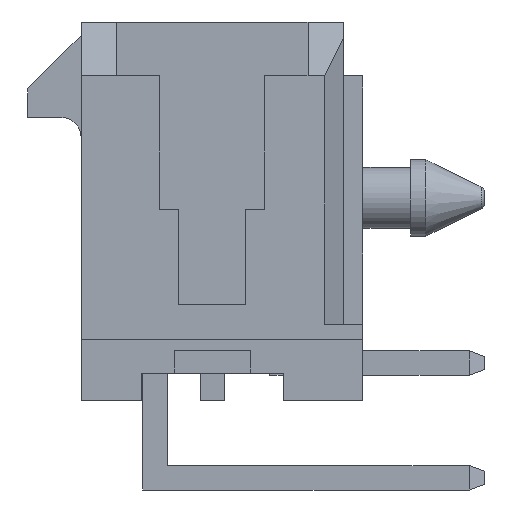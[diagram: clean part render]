
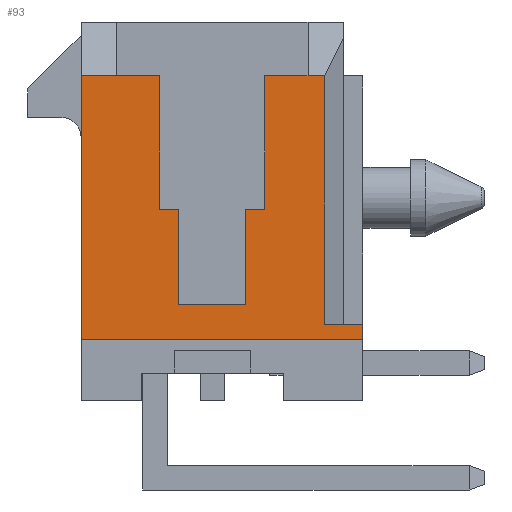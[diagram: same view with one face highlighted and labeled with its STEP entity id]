
A CAD part, left-side view. The second image highlights one B-rep face of the part: STEP entity #93.
In plain terms, the highlighted planar face has unit normal (-1, 0, 0).
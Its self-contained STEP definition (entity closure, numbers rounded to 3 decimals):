
#93=ADVANCED_FACE('',(#448),#449,.F.);
#448=FACE_OUTER_BOUND('',#1138,.T.);
#449=PLANE('',#1139);
#1138=EDGE_LOOP('',(#1828,#1829,#1830,#1831,#1832,#1833,#1834,#1835,#1836,#1837,#1838,#1839,#1840,#1841,#1842,#1843));
#1139=AXIS2_PLACEMENT_3D('',#1844,#1845,#1846);
#1828=ORIENTED_EDGE('',*,*,#4517,.T.);
#1829=ORIENTED_EDGE('',*,*,#4518,.T.);
#1830=ORIENTED_EDGE('',*,*,#4519,.T.);
#1831=ORIENTED_EDGE('',*,*,#4520,.T.);
#1832=ORIENTED_EDGE('',*,*,#4521,.T.);
#1833=ORIENTED_EDGE('',*,*,#4522,.F.);
#1834=ORIENTED_EDGE('',*,*,#4523,.T.);
#1835=ORIENTED_EDGE('',*,*,#4524,.F.);
#1836=ORIENTED_EDGE('',*,*,#4525,.F.);
#1837=ORIENTED_EDGE('',*,*,#4526,.F.);
#1838=ORIENTED_EDGE('',*,*,#4527,.F.);
#1839=ORIENTED_EDGE('',*,*,#4528,.T.);
#1840=ORIENTED_EDGE('',*,*,#4529,.F.);
#1841=ORIENTED_EDGE('',*,*,#4530,.F.);
#1842=ORIENTED_EDGE('',*,*,#4531,.T.);
#1843=ORIENTED_EDGE('',*,*,#4532,.T.);
#1844=CARTESIAN_POINT('',(-7.825,0.0,0.0));
#1845=DIRECTION('',(1.0,0.0,0.0));
#1846=DIRECTION('',(0.0,1.0,-0.0));
#4517=EDGE_CURVE('',#5424,#5425,#5426,.T.);
#4518=EDGE_CURVE('',#5425,#5427,#5428,.T.);
#4519=EDGE_CURVE('',#5427,#5429,#5430,.T.);
#4520=EDGE_CURVE('',#5429,#5431,#5432,.T.);
#4521=EDGE_CURVE('',#5431,#5433,#5434,.T.);
#4522=EDGE_CURVE('',#5435,#5433,#5436,.T.);
#4523=EDGE_CURVE('',#5435,#5437,#5438,.T.);
#4524=EDGE_CURVE('',#5439,#5437,#5440,.T.);
#4525=EDGE_CURVE('',#5441,#5439,#5442,.T.);
#4526=EDGE_CURVE('',#5443,#5441,#5444,.T.);
#4527=EDGE_CURVE('',#5445,#5443,#5446,.T.);
#4528=EDGE_CURVE('',#5445,#5447,#5448,.T.);
#4529=EDGE_CURVE('',#5449,#5447,#5450,.T.);
#4530=EDGE_CURVE('',#5451,#5449,#5452,.T.);
#4531=EDGE_CURVE('',#5451,#5453,#5454,.T.);
#4532=EDGE_CURVE('',#5453,#5424,#5455,.T.);
#5424=VERTEX_POINT('',#6788);
#5425=VERTEX_POINT('',#6789);
#5426=LINE('',#6790,#6791);
#5427=VERTEX_POINT('',#6792);
#5428=LINE('',#6793,#6794);
#5429=VERTEX_POINT('',#6795);
#5430=LINE('',#6796,#6797);
#5431=VERTEX_POINT('',#6798);
#5432=LINE('',#6799,#6800);
#5433=VERTEX_POINT('',#6801);
#5434=LINE('',#6802,#6803);
#5435=VERTEX_POINT('',#6804);
#5436=LINE('',#6805,#6806);
#5437=VERTEX_POINT('',#6807);
#5438=LINE('',#6808,#6809);
#5439=VERTEX_POINT('',#6810);
#5440=LINE('',#6811,#6812);
#5441=VERTEX_POINT('',#6813);
#5442=LINE('',#6814,#6815);
#5443=VERTEX_POINT('',#6816);
#5444=LINE('',#6817,#6818);
#5445=VERTEX_POINT('',#6819);
#5446=LINE('',#6820,#6821);
#5447=VERTEX_POINT('',#6822);
#5448=LINE('',#6823,#6824);
#5449=VERTEX_POINT('',#6825);
#5450=LINE('',#6826,#6827);
#5451=VERTEX_POINT('',#6828);
#5452=LINE('',#6829,#6830);
#5453=VERTEX_POINT('',#6831);
#5454=LINE('',#6832,#6833);
#5455=LINE('',#6834,#6835);
#6788=CARTESIAN_POINT('',(-7.825,-1.375,0.05));
#6789=CARTESIAN_POINT('',(-7.825,-0.875,0.05));
#6790=CARTESIAN_POINT('',(-7.825,-1.375,0.05));
#6791=VECTOR('',#8972,0.5);
#6792=CARTESIAN_POINT('',(-7.825,-0.875,-2.45));
#6793=CARTESIAN_POINT('',(-7.825,-0.875,0.05));
#6794=VECTOR('',#8973,2.5);
#6795=CARTESIAN_POINT('',(-7.825,0.875,-2.45));
#6796=CARTESIAN_POINT('',(-7.825,-0.875,-2.45));
#6797=VECTOR('',#8974,1.75);
#6798=CARTESIAN_POINT('',(-7.825,0.875,0.05));
#6799=CARTESIAN_POINT('',(-7.825,0.875,-2.45));
#6800=VECTOR('',#8975,2.5);
#6801=CARTESIAN_POINT('',(-7.825,1.375,0.05));
#6802=CARTESIAN_POINT('',(-7.825,0.875,0.05));
#6803=VECTOR('',#8976,0.5);
#6804=CARTESIAN_POINT('',(-7.825,1.375,3.55));
#6805=CARTESIAN_POINT('',(-7.825,1.375,3.55));
#6806=VECTOR('',#8977,3.5);
#6807=CARTESIAN_POINT('',(-7.825,2.5,3.55));
#6808=CARTESIAN_POINT('',(-7.825,1.375,3.55));
#6809=VECTOR('',#8978,1.125);
#6810=CARTESIAN_POINT('',(-7.825,3.435,3.55));
#6811=CARTESIAN_POINT('',(-7.825,3.435,3.55));
#6812=VECTOR('',#8979,0.935);
#6813=CARTESIAN_POINT('',(-7.825,3.435,-3.36));
#6814=CARTESIAN_POINT('',(-7.825,3.435,-3.36));
#6815=VECTOR('',#8980,6.91);
#6816=CARTESIAN_POINT('',(-7.825,-3.935,-3.36));
#6817=CARTESIAN_POINT('',(-7.825,-3.935,-3.36));
#6818=VECTOR('',#8981,7.37);
#6819=CARTESIAN_POINT('',(-7.825,-3.935,-2.96));
#6820=CARTESIAN_POINT('',(-7.825,-3.935,-2.96));
#6821=VECTOR('',#8982,0.4);
#6822=CARTESIAN_POINT('',(-7.825,-2.935,-2.96));
#6823=CARTESIAN_POINT('',(-7.825,-3.935,-2.96));
#6824=VECTOR('',#8983,1.0);
#6825=CARTESIAN_POINT('',(-7.825,-2.935,3.55));
#6826=CARTESIAN_POINT('',(-7.825,-2.935,3.55));
#6827=VECTOR('',#8984,6.51);
#6828=CARTESIAN_POINT('',(-7.825,-2.5,3.55));
#6829=CARTESIAN_POINT('',(-7.825,-2.5,3.55));
#6830=VECTOR('',#8985,0.435);
#6831=CARTESIAN_POINT('',(-7.825,-1.375,3.55));
#6832=CARTESIAN_POINT('',(-7.825,-2.5,3.55));
#6833=VECTOR('',#8986,1.125);
#6834=CARTESIAN_POINT('',(-7.825,-1.375,3.55));
#6835=VECTOR('',#8987,3.5);
#8972=DIRECTION('',(0.0,1.0,0.0));
#8973=DIRECTION('',(0.0,0.0,-1.0));
#8974=DIRECTION('',(0.0,1.0,0.0));
#8975=DIRECTION('',(0.0,0.0,1.0));
#8976=DIRECTION('',(0.0,1.0,0.0));
#8977=DIRECTION('',(0.0,0.0,-1.0));
#8978=DIRECTION('',(0.0,1.0,0.0));
#8979=DIRECTION('',(0.0,-1.0,0.0));
#8980=DIRECTION('',(0.0,0.0,1.0));
#8981=DIRECTION('',(0.0,1.0,0.0));
#8982=DIRECTION('',(0.0,0.0,-1.0));
#8983=DIRECTION('',(0.0,1.0,0.0));
#8984=DIRECTION('',(0.0,0.0,-1.0));
#8985=DIRECTION('',(0.0,-1.0,0.0));
#8986=DIRECTION('',(0.0,1.0,0.0));
#8987=DIRECTION('',(0.0,0.0,-1.0));
